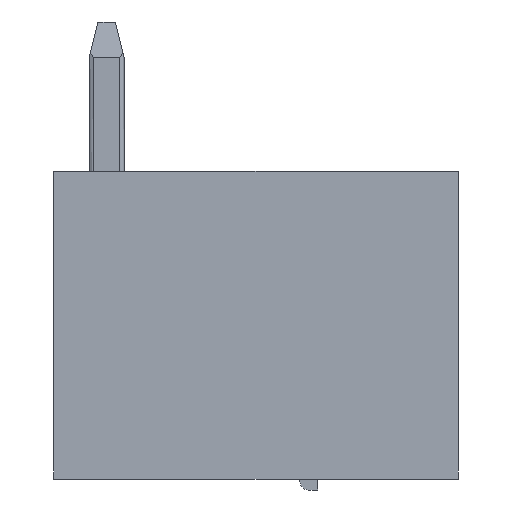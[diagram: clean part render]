
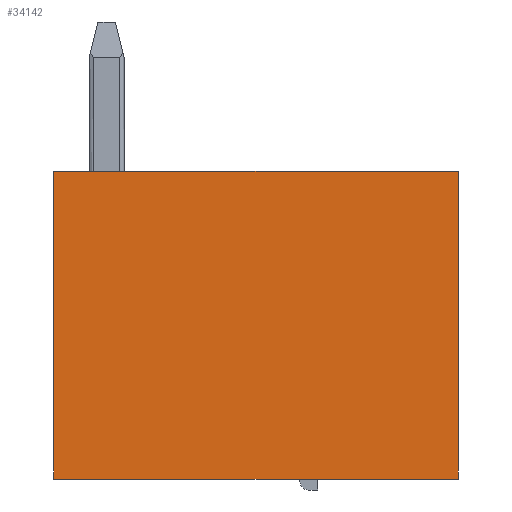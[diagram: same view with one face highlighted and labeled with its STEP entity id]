
A CAD part, front view. The second image highlights one B-rep face of the part: STEP entity #34142.
In plain terms, the highlighted planar face has unit normal (0, -1, 0).
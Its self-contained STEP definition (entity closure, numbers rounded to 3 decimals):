
#74=DIRECTION('',(0.,0.,1.));
#75=VECTOR('',#74,7.);
#76=CARTESIAN_POINT('',(0.,-4.51,-7.));
#77=LINE('',#76,#75);
#1284=DIRECTION('',(0.,0.,1.));
#1285=VECTOR('',#1284,7.);
#1286=CARTESIAN_POINT('',(9.2,-4.51,-7.));
#1287=LINE('',#1286,#1285);
#10719=DIRECTION('',(-1.,0.,0.));
#10720=VECTOR('',#10719,9.2);
#10721=CARTESIAN_POINT('',(9.2,-4.51,0.));
#10722=LINE('',#10721,#10720);
#11576=DIRECTION('',(-1.,0.,0.));
#11577=VECTOR('',#11576,9.2);
#11578=CARTESIAN_POINT('',(9.2,-4.51,-7.));
#11579=LINE('',#11578,#11577);
#15167=CARTESIAN_POINT('',(9.2,-4.51,-7.));
#15168=CARTESIAN_POINT('',(9.2,-4.51,0.));
#15169=VERTEX_POINT('',#15167);
#15170=VERTEX_POINT('',#15168);
#15175=CARTESIAN_POINT('',(0.,-4.51,-7.));
#15176=CARTESIAN_POINT('',(0.,-4.51,0.));
#15177=VERTEX_POINT('',#15175);
#15178=VERTEX_POINT('',#15176);
#34131=CARTESIAN_POINT('',(9.2,-4.51,-7.));
#34132=DIRECTION('',(0.,1.,0.));
#34133=DIRECTION('',(0.,0.,1.));
#34134=AXIS2_PLACEMENT_3D('',#34131,#34132,#34133);
#34135=PLANE('',#34134);
#34136=ORIENTED_EDGE('',*,*,#18489,.F.);
#34137=ORIENTED_EDGE('',*,*,#18317,.T.);
#34138=ORIENTED_EDGE('',*,*,#18354,.T.);
#34139=ORIENTED_EDGE('',*,*,#33677,.F.);
#34140=EDGE_LOOP('',(#34136,#34137,#34138,#34139));
#34141=FACE_OUTER_BOUND('',#34140,.F.);
#34142=ADVANCED_FACE('',(#34141),#34135,.F.);
#18317=EDGE_CURVE('',#15169,#15177,#11579,.T.);
#18354=EDGE_CURVE('',#15177,#15178,#77,.T.);
#18489=EDGE_CURVE('',#15169,#15170,#1287,.T.);
#33677=EDGE_CURVE('',#15170,#15178,#10722,.T.);
